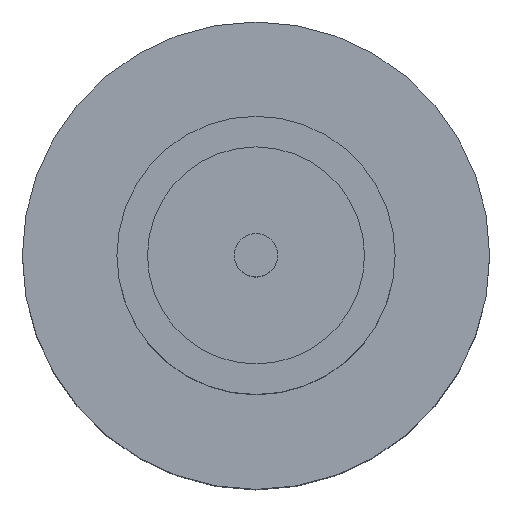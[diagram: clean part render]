
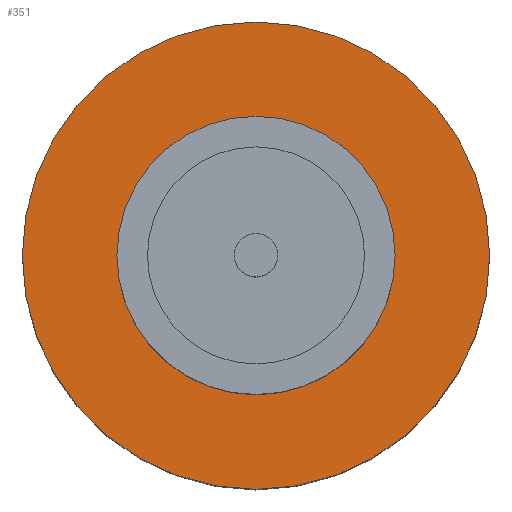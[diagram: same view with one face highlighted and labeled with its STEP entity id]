
A CAD part, top view. The second image highlights one B-rep face of the part: STEP entity #351.
In plain terms, the highlighted planar face has unit normal (0, 0, 1).
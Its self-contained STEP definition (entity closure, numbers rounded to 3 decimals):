
#8 = FACE_OUTER_BOUND ( 'NONE', #741, .T. ) ;
#15 = CARTESIAN_POINT ( 'NONE',  ( 2.1, 0., 1.55 ) ) ;
#18 = AXIS2_PLACEMENT_3D ( 'NONE', #427, #129, #447 ) ;
#19 = CARTESIAN_POINT ( 'NONE',  ( 1.25, 0., 1.55 ) ) ;
#35 = VERTEX_POINT ( 'NONE', #224 ) ;
#57 = DIRECTION ( 'NONE',  ( 1., 0., 0. ) ) ;
#129 = DIRECTION ( 'NONE',  ( 0., 0., 1. ) ) ;
#154 = CARTESIAN_POINT ( 'NONE',  ( 0., 0., 1.55 ) ) ;
#219 = DIRECTION ( 'NONE',  ( 0., 0., 1. ) ) ;
#222 = AXIS2_PLACEMENT_3D ( 'NONE', #154, #675, #227 ) ;
#224 = CARTESIAN_POINT ( 'NONE',  ( -2.1, 0., 1.55 ) ) ;
#227 = DIRECTION ( 'NONE',  ( 1., 0., 0. ) ) ;
#279 = CARTESIAN_POINT ( 'NONE',  ( 0., 0., 1.55 ) ) ;
#287 = DIRECTION ( 'NONE',  ( 1., 0., 0. ) ) ;
#311 = CIRCLE ( 'NONE', #503, 1.25 ) ;
#345 = CARTESIAN_POINT ( 'NONE',  ( 0., 0., 1.55 ) ) ;
#351 = ADVANCED_FACE ( 'NONE', ( #820, #8 ), #645, .T. ) ;
#360 = CIRCLE ( 'NONE', #821, 2.1 ) ;
#363 = DIRECTION ( 'NONE',  ( 0., 0., 1. ) ) ;
#384 = CIRCLE ( 'NONE', #222, 1.25 ) ;
#426 = DIRECTION ( 'NONE',  ( 0., 0., 1. ) ) ;
#427 = CARTESIAN_POINT ( 'NONE',  ( 0., 0., 1.55 ) ) ;
#444 = ORIENTED_EDGE ( 'NONE', *, *, #580, .F. ) ;
#447 = DIRECTION ( 'NONE',  ( 1., 0., 0. ) ) ;
#455 = ORIENTED_EDGE ( 'NONE', *, *, #907, .F. ) ;
#503 = AXIS2_PLACEMENT_3D ( 'NONE', #735, #363, #287 ) ;
#518 = ORIENTED_EDGE ( 'NONE', *, *, #854, .T. ) ;
#580 = EDGE_CURVE ( 'NONE', #705, #682, #384, .T. ) ;
#583 = VERTEX_POINT ( 'NONE', #15 ) ;
#603 = EDGE_LOOP ( 'NONE', ( #455, #444 ) ) ;
#636 = CIRCLE ( 'NONE', #18, 2.1 ) ;
#645 = PLANE ( 'NONE',  #781 ) ;
#675 = DIRECTION ( 'NONE',  ( 0., 0., 1. ) ) ;
#682 = VERTEX_POINT ( 'NONE', #19 ) ;
#688 = CARTESIAN_POINT ( 'NONE',  ( -1.25, 0., 1.55 ) ) ;
#705 = VERTEX_POINT ( 'NONE', #688 ) ;
#735 = CARTESIAN_POINT ( 'NONE',  ( 0., 0., 1.55 ) ) ;
#741 = EDGE_LOOP ( 'NONE', ( #873, #518 ) ) ;
#781 = AXIS2_PLACEMENT_3D ( 'NONE', #279, #219, #57 ) ;
#783 = DIRECTION ( 'NONE',  ( 1., 0., 0. ) ) ;
#820 = FACE_BOUND ( 'NONE', #603, .T. ) ;
#821 = AXIS2_PLACEMENT_3D ( 'NONE', #345, #426, #783 ) ;
#854 = EDGE_CURVE ( 'NONE', #583, #35, #360, .T. ) ;
#873 = ORIENTED_EDGE ( 'NONE', *, *, #957, .T. ) ;
#907 = EDGE_CURVE ( 'NONE', #682, #705, #311, .T. ) ;
#957 = EDGE_CURVE ( 'NONE', #35, #583, #636, .T. ) ;
